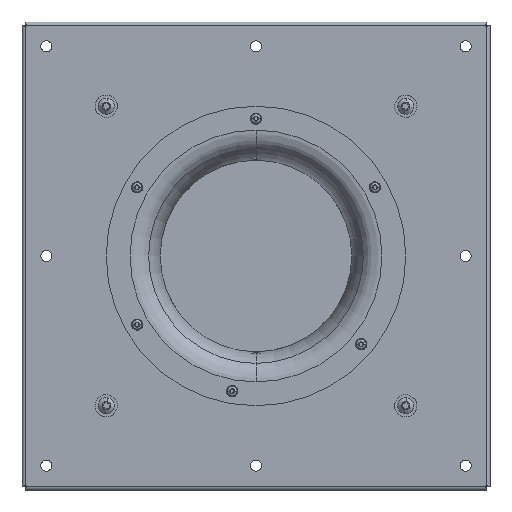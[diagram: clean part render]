
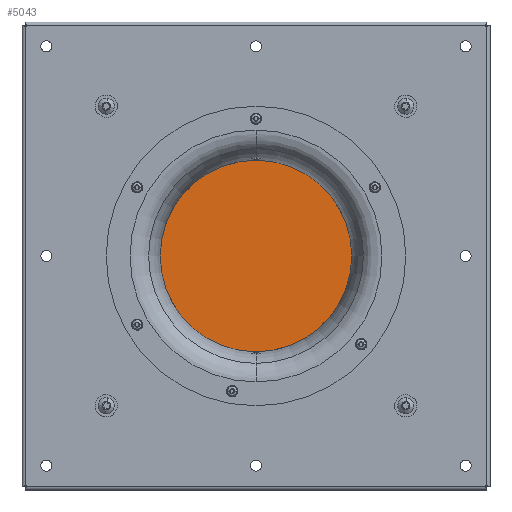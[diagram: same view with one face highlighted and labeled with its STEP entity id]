
A CAD part, front view. The second image highlights one B-rep face of the part: STEP entity #5043.
In plain terms, the highlighted face is planar.
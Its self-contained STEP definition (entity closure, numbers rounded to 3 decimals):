
#4298=CARTESIAN_POINT('',(0.,90.212,0.));
#4299=DIRECTION('',(0.,-1.,0.));
#4300=DIRECTION('',(-1.,0.,0.));
#4301=AXIS2_PLACEMENT_3D('',#4298,#4299,#4300);
#4303=CARTESIAN_POINT('',(0.,90.212,0.));
#4304=DIRECTION('',(0.,1.,0.));
#4305=DIRECTION('',(-1.,0.,0.));
#4306=AXIS2_PLACEMENT_3D('',#4303,#4304,#4305);
#4506=CARTESIAN_POINT('',(-84.964,90.212,0.));
#4508=VERTEX_POINT('',#4506);
#4516=CARTESIAN_POINT('',(84.964,90.212,0.));
#4518=VERTEX_POINT('',#4516);
#5034=CARTESIAN_POINT('',(0.,90.212,0.));
#5035=DIRECTION('',(0.,1.,0.));
#5036=DIRECTION('',(1.,0.,0.));
#5037=AXIS2_PLACEMENT_3D('',#5034,#5035,#5036);
#5038=PLANE('',#5037);
#5039=ORIENTED_EDGE('',*,*,#5016,.T.);
#5040=ORIENTED_EDGE('',*,*,#5027,.F.);
#5041=EDGE_LOOP('',(#5039,#5040));
#5042=FACE_OUTER_BOUND('',#5041,.F.);
#5043=ADVANCED_FACE('',(#5042),#5038,.T.);
#4302=CIRCLE('',#4301,84.964);
#4307=CIRCLE('',#4306,84.964);
#5016=EDGE_CURVE('',#4508,#4518,#4302,.T.);
#5027=EDGE_CURVE('',#4508,#4518,#4307,.T.);
